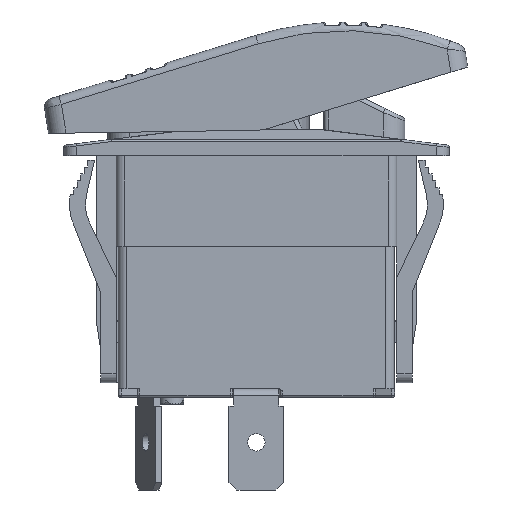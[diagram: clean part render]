
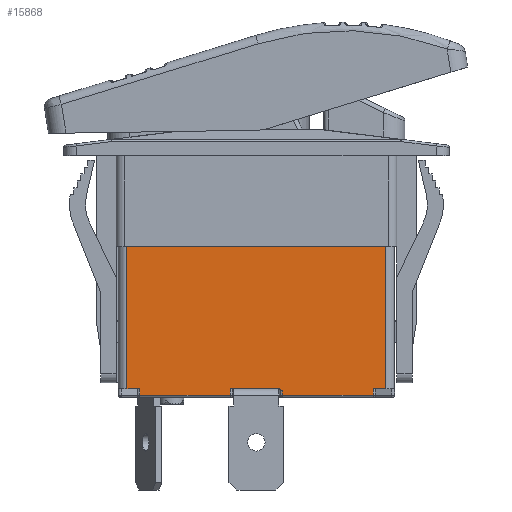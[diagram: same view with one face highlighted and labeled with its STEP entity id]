
A CAD part, front view. The second image highlights one B-rep face of the part: STEP entity #15868.
In plain terms, the highlighted planar face has unit normal (0, -1, 0).
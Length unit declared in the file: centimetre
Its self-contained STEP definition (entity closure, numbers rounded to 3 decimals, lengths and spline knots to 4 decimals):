
#592=PLANE('',#17179);
#873=LINE('',#23573,#2315);
#1005=LINE('',#24193,#2447);
#1052=LINE('',#24461,#2494);
#1690=LINE('',#26801,#3132);
#1702=LINE('',#26847,#3144);
#1704=LINE('',#26855,#3146);
#1753=LINE('',#27084,#3195);
#1754=LINE('',#27088,#3196);
#1755=LINE('',#27090,#3197);
#1756=LINE('',#27091,#3198);
#1757=LINE('',#27092,#3199);
#1758=LINE('',#27093,#3200);
#2315=VECTOR('',#18200,1.);
#2447=VECTOR('',#18614,1.);
#2494=VECTOR('',#18733,1.);
#3132=VECTOR('',#20397,1.);
#3144=VECTOR('',#20453,1.);
#3146=VECTOR('',#20463,1.);
#3195=VECTOR('',#20528,1.);
#3196=VECTOR('',#20533,1.);
#3197=VECTOR('',#20534,1.);
#3198=VECTOR('',#20535,1.);
#3199=VECTOR('',#20536,1.);
#3200=VECTOR('',#20537,1.);
#4417=FACE_OUTER_BOUND('',#5344,.T.);
#5344=EDGE_LOOP('',(#13350,#13351,#13352,#13353,#13354,#13355,#13356,#13357,
#13358,#13359,#13360,#13361,#13362));
#6327=B_SPLINE_CURVE_WITH_KNOTS('',3,(#26789,#26790,#26791,#26792,#26793,
#26794),.UNSPECIFIED.,.F.,.F.,(4,2,4),(0.,0.0294,0.0485),
 .UNSPECIFIED.);
#6696=VERTEX_POINT('',#23570);
#6697=VERTEX_POINT('',#23572);
#6859=VERTEX_POINT('',#24190);
#6860=VERTEX_POINT('',#24192);
#6940=VERTEX_POINT('',#24458);
#6941=VERTEX_POINT('',#24460);
#7479=VERTEX_POINT('',#26788);
#7481=VERTEX_POINT('',#26799);
#7493=VERTEX_POINT('',#26844);
#7495=VERTEX_POINT('',#26853);
#7571=VERTEX_POINT('',#27083);
#7572=VERTEX_POINT('',#27087);
#7573=VERTEX_POINT('',#27089);
#8304=EDGE_CURVE('',#6696,#6697,#873,.T.);
#8535=EDGE_CURVE('',#6859,#6860,#1005,.T.);
#8621=EDGE_CURVE('',#6941,#6940,#1052,.T.);
#9483=EDGE_CURVE('',#7479,#6696,#6327,.T.);
#9487=EDGE_CURVE('',#7481,#7479,#1690,.T.);
#9511=EDGE_CURVE('',#6697,#7493,#1702,.T.);
#9515=EDGE_CURVE('',#7495,#7481,#1704,.T.);
#9595=EDGE_CURVE('',#7493,#7571,#1753,.T.);
#9597=EDGE_CURVE('',#7572,#7495,#1754,.T.);
#9598=EDGE_CURVE('',#7573,#7572,#1755,.T.);
#9599=EDGE_CURVE('',#6941,#7573,#1756,.T.);
#9600=EDGE_CURVE('',#6860,#6940,#1757,.T.);
#9601=EDGE_CURVE('',#7571,#6859,#1758,.T.);
#13350=ORIENTED_EDGE('',*,*,#9483,.F.);
#13351=ORIENTED_EDGE('',*,*,#9487,.F.);
#13352=ORIENTED_EDGE('',*,*,#9515,.F.);
#13353=ORIENTED_EDGE('',*,*,#9597,.F.);
#13354=ORIENTED_EDGE('',*,*,#9598,.F.);
#13355=ORIENTED_EDGE('',*,*,#9599,.F.);
#13356=ORIENTED_EDGE('',*,*,#8621,.T.);
#13357=ORIENTED_EDGE('',*,*,#9600,.F.);
#13358=ORIENTED_EDGE('',*,*,#8535,.F.);
#13359=ORIENTED_EDGE('',*,*,#9601,.F.);
#13360=ORIENTED_EDGE('',*,*,#9595,.F.);
#13361=ORIENTED_EDGE('',*,*,#9511,.F.);
#13362=ORIENTED_EDGE('',*,*,#8304,.F.);
#15868=ADVANCED_FACE('',(#4417),#592,.T.);
#17179=AXIS2_PLACEMENT_3D('',#27086,#20531,#20532);
#18200=DIRECTION('',(-1.,0.,0.));
#18614=DIRECTION('',(-1.,0.,0.));
#18733=DIRECTION('',(-1.,0.,0.));
#20397=DIRECTION('',(0.,0.,1.));
#20453=DIRECTION('',(0.,0.,-1.));
#20463=DIRECTION('',(-1.,0.,0.));
#20528=DIRECTION('',(-1.,0.,0.));
#20531=DIRECTION('center_axis',(0.,-1.,0.));
#20532=DIRECTION('ref_axis',(0.,0.,-1.));
#20533=DIRECTION('',(0.,0.,-1.));
#20534=DIRECTION('',(-1.,0.,0.));
#20535=DIRECTION('',(0.,0.,-1.));
#20536=DIRECTION('',(0.,0.,1.));
#20537=DIRECTION('',(0.,0.,1.));
#23570=CARTESIAN_POINT('',(0.2567,-1.035,0.1));
#23572=CARTESIAN_POINT('',(-0.3,-1.035,0.1));
#23573=CARTESIAN_POINT('',(0.7975,-1.035,0.1));
#24190=CARTESIAN_POINT('',(-1.35,-1.035,0.1));
#24192=CARTESIAN_POINT('',(-1.495,-1.035,0.1));
#24193=CARTESIAN_POINT('',(0.2177,-1.035,0.1));
#24458=CARTESIAN_POINT('',(-1.495,-1.035,1.74));
#24460=CARTESIAN_POINT('',(1.495,-1.035,1.74));
#24461=CARTESIAN_POINT('',(0.7975,-1.035,1.74));
#26788=CARTESIAN_POINT('',(0.3,-1.035,0.075));
#26789=CARTESIAN_POINT('Ctrl Pts',(0.3,-1.035,0.075));
#26790=CARTESIAN_POINT('Ctrl Pts',(0.2931,-1.035,0.0819));
#26791=CARTESIAN_POINT('Ctrl Pts',(0.2846,-1.035,0.0901));
#26792=CARTESIAN_POINT('Ctrl Pts',(0.2704,-1.035,0.0978));
#26793=CARTESIAN_POINT('Ctrl Pts',(0.2631,-1.035,0.1));
#26794=CARTESIAN_POINT('Ctrl Pts',(0.2567,-1.035,0.1));
#26799=CARTESIAN_POINT('',(0.3,-1.035,0.025));
#26801=CARTESIAN_POINT('',(0.3,-1.035,0.));
#26844=CARTESIAN_POINT('',(-0.3,-1.035,0.025));
#26847=CARTESIAN_POINT('',(-0.3,-1.035,0.));
#26853=CARTESIAN_POINT('',(1.35,-1.035,0.025));
#26855=CARTESIAN_POINT('',(0.7975,-1.035,0.025));
#27083=CARTESIAN_POINT('',(-1.35,-1.035,0.025));
#27084=CARTESIAN_POINT('',(0.7975,-1.035,0.025));
#27086=CARTESIAN_POINT('Origin',(1.595,-1.035,0.));
#27087=CARTESIAN_POINT('',(1.35,-1.035,0.1));
#27088=CARTESIAN_POINT('',(1.35,-1.035,0.));
#27089=CARTESIAN_POINT('',(1.495,-1.035,0.1));
#27090=CARTESIAN_POINT('',(1.3773,-1.035,0.1));
#27091=CARTESIAN_POINT('',(1.495,-1.035,0.));
#27092=CARTESIAN_POINT('',(-1.495,-1.035,0.));
#27093=CARTESIAN_POINT('',(-1.35,-1.035,0.));
